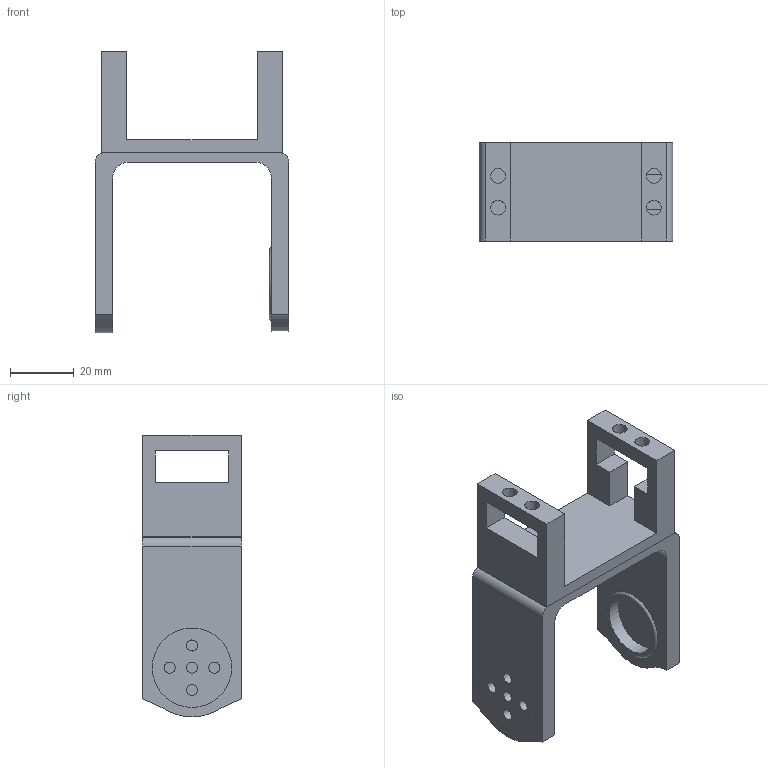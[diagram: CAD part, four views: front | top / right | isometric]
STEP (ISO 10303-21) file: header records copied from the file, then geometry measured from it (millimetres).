
FILE_DESCRIPTION(/* description */ (''),/* implementation_level */ '2;1');
FILE_NAME(/* name */ 'end-holder.step',/* time_stamp */ '2024-02-01T16:22:09+01:00',/* author */ (''),/* organization */ (''),/* preprocessor_version */ 'ST-DEVELOPER v20',/* originating_system */ 'Autodesk Translation Framework v12.14.0.127',/* authorisation */ '');
FILE_SCHEMA (('AUTOMOTIVE_DESIGN { 1 0 10303 214 3 1 1 }'));
Length unit declared in the file: millimetre
Products named in the file (4): end-holder; servo-holder-arm; connector; ring
Assembly tree (3 placements, depth 3):
  end-holder
    servo-holder-arm
    connector
      ring
Bounding box: 61 x 31 x 88.75 mm (x, y, z)
Volume: 37343.8 mm3; surface area: 21756.1 mm2
Topology: 3 solids, 3 shells, 60 faces, 156 edges, 104 vertices
Faces by surface type: plane 36, cylinder 23, torus 1
Full cylindrical faces by diameter (mm): 3.5 x5, 4.65 x4, 19 x1, 20.15 x1, 25 x2
Entity records: 2024 total; most frequent: DIRECTION 339, CARTESIAN_POINT 327, ORIENTED_EDGE 312, EDGE_CURVE 156, AXIS2_PLACEMENT_3D 116, LINE 107, VECTOR 107, VERTEX_POINT 104
